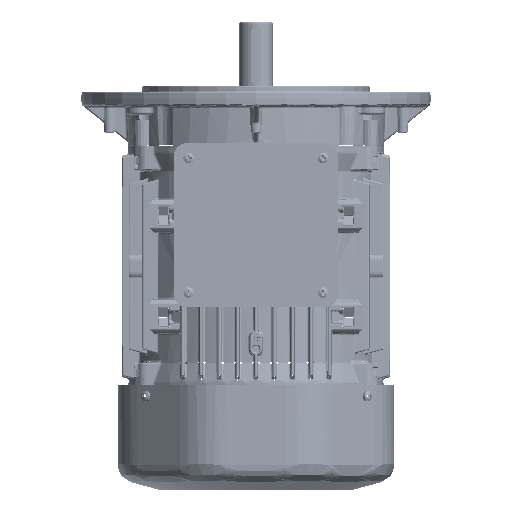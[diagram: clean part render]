
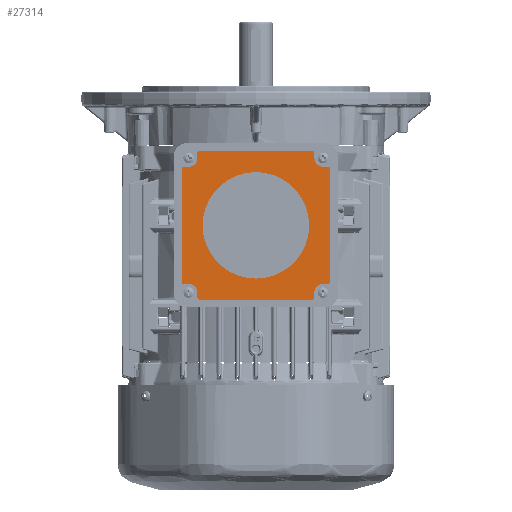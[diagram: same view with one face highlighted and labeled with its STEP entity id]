
A CAD part, left-side view. The second image highlights one B-rep face of the part: STEP entity #27314.
In plain terms, the highlighted planar face has unit normal (-1, 0, 0).
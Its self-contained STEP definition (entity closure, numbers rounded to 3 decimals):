
#12474=FACE_BOUND('',#43152,.T.);
#12475=FACE_BOUND('',#43153,.T.);
#13331=PLANE('',#142222);
#27314=ADVANCED_FACE('6-0-8',(#12474,#12475),#13331,.T.);
#43152=EDGE_LOOP('',(#65112,#65113,#65114,#65115,#65116,#65117,#65118,#65119,
#65120,#65121,#65122,#65123,#65124,#65125,#65126,#65127,#65128,#65129,#65130,
#65131,#65132,#65133,#65134,#65135));
#43153=EDGE_LOOP('',(#65136));
#50008=CIRCLE('',#142179,1.);
#50017=CIRCLE('',#142192,1.);
#50020=CIRCLE('',#142197,1.);
#50029=CIRCLE('',#142210,1.);
#50031=CIRCLE('',#142213,1.);
#50032=CIRCLE('',#142214,4.983);
#50033=CIRCLE('',#142215,1.);
#50034=CIRCLE('',#142216,1.);
#50035=CIRCLE('',#142217,5.);
#50036=CIRCLE('',#142218,1.);
#50037=CIRCLE('',#142219,5.);
#50038=CIRCLE('',#142220,5.);
#50039=CIRCLE('',#142221,30.5);
#65112=ORIENTED_EDGE('',*,*,#110275,.F.);
#65113=ORIENTED_EDGE('',*,*,#110276,.T.);
#65114=ORIENTED_EDGE('',*,*,#110277,.T.);
#65115=ORIENTED_EDGE('',*,*,#110278,.T.);
#65116=ORIENTED_EDGE('',*,*,#110279,.T.);
#65117=ORIENTED_EDGE('',*,*,#110280,.T.);
#65118=ORIENTED_EDGE('',*,*,#110281,.T.);
#65119=ORIENTED_EDGE('',*,*,#110282,.T.);
#65120=ORIENTED_EDGE('',*,*,#110283,.T.);
#65121=ORIENTED_EDGE('',*,*,#110284,.T.);
#65122=ORIENTED_EDGE('',*,*,#110285,.T.);
#65123=ORIENTED_EDGE('',*,*,#110286,.T.);
#65124=ORIENTED_EDGE('',*,*,#110228,.T.);
#65125=ORIENTED_EDGE('',*,*,#110233,.T.);
#65126=ORIENTED_EDGE('',*,*,#110287,.T.);
#65127=ORIENTED_EDGE('',*,*,#110288,.T.);
#65128=ORIENTED_EDGE('',*,*,#110289,.T.);
#65129=ORIENTED_EDGE('',*,*,#110248,.T.);
#65130=ORIENTED_EDGE('',*,*,#110253,.T.);
#65131=ORIENTED_EDGE('',*,*,#110257,.T.);
#65132=ORIENTED_EDGE('',*,*,#110290,.T.);
#65133=ORIENTED_EDGE('',*,*,#110291,.T.);
#65134=ORIENTED_EDGE('',*,*,#110292,.T.);
#65135=ORIENTED_EDGE('',*,*,#110272,.T.);
#65136=ORIENTED_EDGE('',*,*,#110293,.T.);
#92566=VERTEX_POINT('',#221001);
#92567=VERTEX_POINT('',#221003);
#92571=VERTEX_POINT('',#221015);
#92583=VERTEX_POINT('',#221046);
#92584=VERTEX_POINT('',#221048);
#92587=VERTEX_POINT('',#221056);
#92591=VERTEX_POINT('',#221065);
#92603=VERTEX_POINT('',#221099);
#92604=VERTEX_POINT('',#221101);
#92606=VERTEX_POINT('',#221107);
#92607=VERTEX_POINT('',#221109);
#92608=VERTEX_POINT('',#221111);
#92609=VERTEX_POINT('',#221113);
#92610=VERTEX_POINT('',#221115);
#92611=VERTEX_POINT('',#221117);
#92612=VERTEX_POINT('',#221119);
#92613=VERTEX_POINT('',#221121);
#92614=VERTEX_POINT('',#221123);
#92615=VERTEX_POINT('',#221125);
#92616=VERTEX_POINT('',#221127);
#92617=VERTEX_POINT('',#221130);
#92618=VERTEX_POINT('',#221132);
#92619=VERTEX_POINT('',#221135);
#92620=VERTEX_POINT('',#221137);
#92621=VERTEX_POINT('',#221140);
#110228=EDGE_CURVE('',#92567,#92566,#125955,.T.);
#110233=EDGE_CURVE('',#92566,#92571,#50008,.T.);
#110248=EDGE_CURVE('',#92584,#92583,#50017,.T.);
#110253=EDGE_CURVE('',#92583,#92587,#125967,.T.);
#110257=EDGE_CURVE('',#92587,#92591,#50020,.T.);
#110272=EDGE_CURVE('',#92604,#92603,#50029,.T.);
#110275=EDGE_CURVE('',#92606,#92603,#125976,.T.);
#110276=EDGE_CURVE('',#92606,#92607,#50031,.T.);
#110277=EDGE_CURVE('',#92607,#92608,#125977,.T.);
#110278=EDGE_CURVE('',#92608,#92609,#50032,.T.);
#110279=EDGE_CURVE('',#92609,#92610,#125978,.T.);
#110280=EDGE_CURVE('',#92610,#92611,#50033,.T.);
#110281=EDGE_CURVE('',#92611,#92612,#125979,.T.);
#110282=EDGE_CURVE('',#92612,#92613,#50034,.T.);
#110283=EDGE_CURVE('',#92613,#92614,#125980,.T.);
#110284=EDGE_CURVE('',#92614,#92615,#50035,.T.);
#110285=EDGE_CURVE('',#92615,#92616,#125981,.T.);
#110286=EDGE_CURVE('',#92616,#92567,#50036,.T.);
#110287=EDGE_CURVE('',#92571,#92617,#125982,.T.);
#110288=EDGE_CURVE('',#92617,#92618,#50037,.T.);
#110289=EDGE_CURVE('',#92618,#92584,#125983,.T.);
#110290=EDGE_CURVE('',#92591,#92619,#125984,.T.);
#110291=EDGE_CURVE('',#92619,#92620,#50038,.T.);
#110292=EDGE_CURVE('',#92620,#92604,#125985,.T.);
#110293=EDGE_CURVE('',#92621,#92621,#50039,.T.);
#125955=LINE('',#221002,#132666);
#125967=LINE('',#221057,#132678);
#125976=LINE('',#221106,#132687);
#125977=LINE('',#221110,#132688);
#125978=LINE('',#221114,#132689);
#125979=LINE('',#221118,#132690);
#125980=LINE('',#221122,#132691);
#125981=LINE('',#221126,#132692);
#125982=LINE('',#221129,#132693);
#125983=LINE('',#221133,#132694);
#125984=LINE('',#221134,#132695);
#125985=LINE('',#221138,#132696);
#132666=VECTOR('',#162182,1.);
#132678=VECTOR('',#162230,1.);
#132687=VECTOR('',#162275,1.);
#132688=VECTOR('',#162278,1.);
#132689=VECTOR('',#162281,1.);
#132690=VECTOR('',#162284,1.);
#132691=VECTOR('',#162287,1.);
#132692=VECTOR('',#162290,1.);
#132693=VECTOR('',#162293,1.);
#132694=VECTOR('',#162296,1.);
#132695=VECTOR('',#162297,1.);
#132696=VECTOR('',#162300,1.);
#142179=AXIS2_PLACEMENT_3D('',#221016,#162189,#162190);
#142192=AXIS2_PLACEMENT_3D('',#221047,#162221,#162222);
#142197=AXIS2_PLACEMENT_3D('',#221066,#162237,#162238);
#142210=AXIS2_PLACEMENT_3D('',#221100,#162268,#162269);
#142213=AXIS2_PLACEMENT_3D('',#221108,#162276,#162277);
#142214=AXIS2_PLACEMENT_3D('',#221112,#162279,#162280);
#142215=AXIS2_PLACEMENT_3D('',#221116,#162282,#162283);
#142216=AXIS2_PLACEMENT_3D('',#221120,#162285,#162286);
#142217=AXIS2_PLACEMENT_3D('',#221124,#162288,#162289);
#142218=AXIS2_PLACEMENT_3D('',#221128,#162291,#162292);
#142219=AXIS2_PLACEMENT_3D('',#221131,#162294,#162295);
#142220=AXIS2_PLACEMENT_3D('',#221136,#162298,#162299);
#142221=AXIS2_PLACEMENT_3D('',#221139,#162301,#162302);
#142222=AXIS2_PLACEMENT_3D('',#221141,#162303,#162304);
#162182=DIRECTION('',(0.,0.,-1.));
#162189=DIRECTION('',(-1.,0.,0.));
#162190=DIRECTION('',(0.,1.,0.));
#162221=DIRECTION('',(-1.,0.,0.));
#162222=DIRECTION('',(0.,1.,0.));
#162230=DIRECTION('',(0.,-1.,0.));
#162237=DIRECTION('',(-1.,0.,0.));
#162238=DIRECTION('',(0.,0.,-1.));
#162268=DIRECTION('',(-1.,0.,0.));
#162269=DIRECTION('',(0.,0.,-1.));
#162275=DIRECTION('',(0.,0.,-1.));
#162276=DIRECTION('',(-1.,0.,0.));
#162277=DIRECTION('',(0.,-1.,0.));
#162278=DIRECTION('',(0.,1.,0.));
#162279=DIRECTION('',(1.,0.,0.));
#162280=DIRECTION('',(0.,0.,-1.));
#162281=DIRECTION('',(0.,0.,1.));
#162282=DIRECTION('',(-1.,0.,0.));
#162283=DIRECTION('',(0.,-1.,0.));
#162284=DIRECTION('',(0.,1.,0.));
#162285=DIRECTION('',(-1.,0.,0.));
#162286=DIRECTION('',(0.,0.,1.));
#162287=DIRECTION('',(0.,0.,-1.));
#162288=DIRECTION('',(1.,0.,0.));
#162289=DIRECTION('',(0.,-1.,0.));
#162290=DIRECTION('',(0.,1.,0.));
#162291=DIRECTION('',(-1.,0.,0.));
#162292=DIRECTION('',(0.,0.,1.));
#162293=DIRECTION('',(0.,-1.,0.));
#162294=DIRECTION('',(1.,0.,0.));
#162295=DIRECTION('',(0.,0.,1.));
#162296=DIRECTION('',(0.,0.,-1.));
#162297=DIRECTION('',(0.,0.,1.));
#162298=DIRECTION('',(1.,0.,0.));
#162299=DIRECTION('',(0.,1.,0.));
#162300=DIRECTION('',(0.,-1.,0.));
#162301=DIRECTION('',(1.,0.,0.));
#162302=DIRECTION('',(0.,0.,-1.));
#162303=DIRECTION('',(-1.,0.,0.));
#162304=DIRECTION('',(0.,0.,1.));
#221001=CARTESIAN_POINT('',(-134.5,42.563,-46.439));
#221002=CARTESIAN_POINT('',(-134.5,42.563,18.561));
#221003=CARTESIAN_POINT('',(-134.5,42.563,18.561));
#221015=CARTESIAN_POINT('',(-134.5,41.563,-47.439));
#221016=CARTESIAN_POINT('',(-134.5,41.563,-46.439));
#221046=CARTESIAN_POINT('',(-134.5,32.561,-56.441));
#221047=CARTESIAN_POINT('',(-134.5,32.561,-55.441));
#221048=CARTESIAN_POINT('',(-134.5,33.561,-55.441));
#221056=CARTESIAN_POINT('',(-134.5,-32.439,-56.441));
#221057=CARTESIAN_POINT('',(-134.5,32.561,-56.441));
#221065=CARTESIAN_POINT('',(-134.5,-33.439,-55.441));
#221066=CARTESIAN_POINT('',(-134.5,-32.439,-55.441));
#221099=CARTESIAN_POINT('',(-134.5,-42.441,-46.439));
#221100=CARTESIAN_POINT('',(-134.5,-41.441,-46.439));
#221101=CARTESIAN_POINT('',(-134.5,-41.441,-47.439));
#221106=CARTESIAN_POINT('',(-134.5,-42.441,18.578));
#221107=CARTESIAN_POINT('',(-134.5,-42.441,18.578));
#221108=CARTESIAN_POINT('',(-134.5,-41.441,18.578));
#221109=CARTESIAN_POINT('',(-134.5,-41.441,19.578));
#221110=CARTESIAN_POINT('',(-134.5,-41.441,19.578));
#221111=CARTESIAN_POINT('',(-134.5,-38.439,19.578));
#221112=CARTESIAN_POINT('',(-134.5,-38.439,24.561));
#221113=CARTESIAN_POINT('',(-134.5,-33.456,24.561));
#221114=CARTESIAN_POINT('',(-134.5,-33.456,24.561));
#221115=CARTESIAN_POINT('',(-134.5,-33.456,27.563));
#221116=CARTESIAN_POINT('',(-134.5,-32.456,27.563));
#221117=CARTESIAN_POINT('',(-134.5,-32.456,28.563));
#221118=CARTESIAN_POINT('',(-134.5,-32.456,28.563));
#221119=CARTESIAN_POINT('',(-134.5,32.561,28.563));
#221120=CARTESIAN_POINT('',(-134.5,32.561,27.563));
#221121=CARTESIAN_POINT('',(-134.5,33.561,27.563));
#221122=CARTESIAN_POINT('',(-134.5,33.561,27.563));
#221123=CARTESIAN_POINT('',(-134.5,33.561,24.561));
#221124=CARTESIAN_POINT('',(-134.5,38.561,24.561));
#221125=CARTESIAN_POINT('',(-134.5,38.561,19.561));
#221126=CARTESIAN_POINT('',(-134.5,38.561,19.561));
#221127=CARTESIAN_POINT('',(-134.5,41.563,19.561));
#221128=CARTESIAN_POINT('',(-134.5,41.563,18.561));
#221129=CARTESIAN_POINT('',(-134.5,41.563,-47.439));
#221130=CARTESIAN_POINT('',(-134.5,38.561,-47.439));
#221131=CARTESIAN_POINT('',(-134.5,38.561,-52.439));
#221132=CARTESIAN_POINT('',(-134.5,33.561,-52.439));
#221133=CARTESIAN_POINT('',(-134.5,33.561,-52.439));
#221134=CARTESIAN_POINT('',(-134.5,-33.439,-55.441));
#221135=CARTESIAN_POINT('',(-134.5,-33.439,-52.439));
#221136=CARTESIAN_POINT('',(-134.5,-38.439,-52.439));
#221137=CARTESIAN_POINT('',(-134.5,-38.439,-47.439));
#221138=CARTESIAN_POINT('',(-134.5,-38.439,-47.439));
#221139=CARTESIAN_POINT('',(-134.5,0.061,-13.939));
#221140=CARTESIAN_POINT('',(-134.5,0.061,-44.439));
#221141=CARTESIAN_POINT('',(-134.5,-44.566,-58.566));
